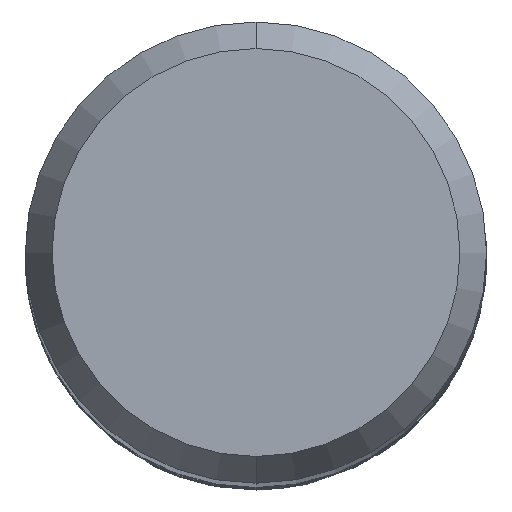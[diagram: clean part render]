
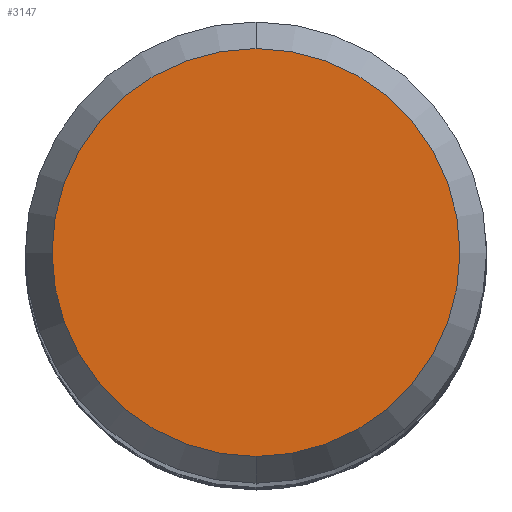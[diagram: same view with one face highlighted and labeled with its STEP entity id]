
A CAD part, top view. The second image highlights one B-rep face of the part: STEP entity #3147.
In plain terms, the highlighted planar face has unit normal (0, 0, 1).
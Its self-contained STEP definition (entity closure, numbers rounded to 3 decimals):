
#1945=EDGE_CURVE('',#2211,#2229,#4133,.T.);
#2211=VERTEX_POINT('',#4422);
#2229=VERTEX_POINT('',#4440);
#2475=EDGE_CURVE('',#2229,#2211,#4701,.T.);
#3147=ADVANCED_FACE('',(#5437),#5438,.T.);
#4133=CIRCLE('',#13570,3.538);
#4422=CARTESIAN_POINT('',(0.,-3.538,0.0));
#4440=CARTESIAN_POINT('',(0.0,3.538,0.0));
#4701=CIRCLE('',#19665,3.538);
#5437=FACE_OUTER_BOUND('',#27126,.T.);
#5438=PLANE('',#27127);
#13570=AXIS2_PLACEMENT_3D('',#28297,#28298,#28299);
#19665=AXIS2_PLACEMENT_3D('',#28803,#28804,#28805);
#27126=EDGE_LOOP('',(#29599,#29600));
#27127=AXIS2_PLACEMENT_3D('',#29601,#29602,#29603);
#28297=CARTESIAN_POINT('',(0.0,0.0,0.0));
#28298=DIRECTION('',(0.0,0.0,-1.0));
#28299=DIRECTION('',(0.0,1.0,0.0));
#28803=CARTESIAN_POINT('',(0.0,0.0,0.0));
#28804=DIRECTION('',(0.0,0.0,-1.0));
#28805=DIRECTION('',(0.0,1.0,0.0));
#29599=ORIENTED_EDGE('',*,*,#2475,.F.);
#29600=ORIENTED_EDGE('',*,*,#1945,.F.);
#29601=CARTESIAN_POINT('',(0.0,1.769,0.0));
#29602=DIRECTION('',(-0.0,0.0,1.0));
#29603=DIRECTION('',(0.0,-1.0,0.0));
